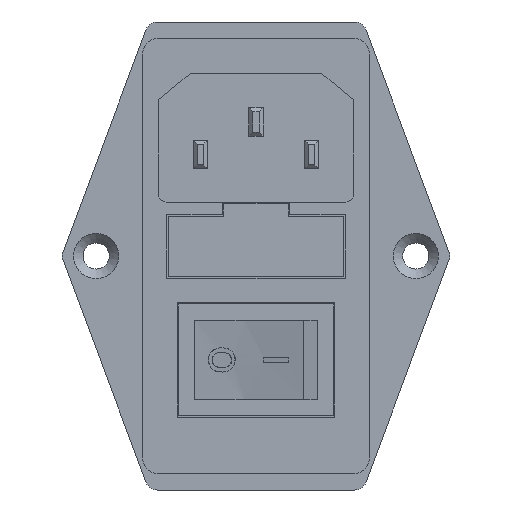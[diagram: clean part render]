
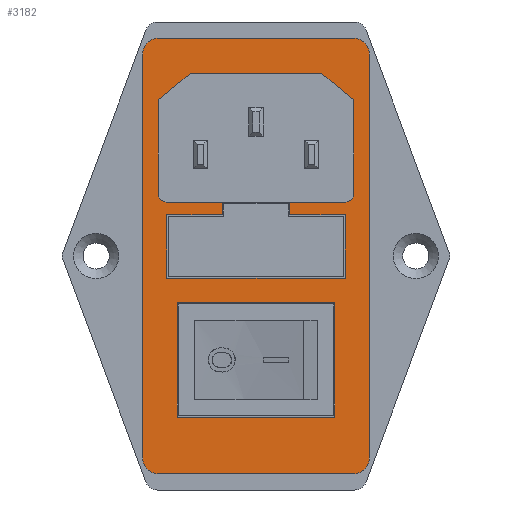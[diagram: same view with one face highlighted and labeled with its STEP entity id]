
A CAD part, front view. The second image highlights one B-rep face of the part: STEP entity #3182.
In plain terms, the highlighted planar face has unit normal (0, -1, 0).
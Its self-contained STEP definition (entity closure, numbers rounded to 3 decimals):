
#158=CIRCLE('',#3375,2.);
#160=CIRCLE('',#3379,2.);
#162=CIRCLE('',#3383,2.);
#164=CIRCLE('',#3387,2.);
#165=CIRCLE('',#3389,1.);
#166=CIRCLE('',#3390,1.);
#262=FACE_BOUND('',#479,.T.);
#263=FACE_BOUND('',#480,.T.);
#264=FACE_BOUND('',#481,.T.);
#295=FACE_OUTER_BOUND('',#478,.T.);
#478=EDGE_LOOP('',(#2175,#2176,#2177,#2178,#2179,#2180,#2181,#2182));
#479=EDGE_LOOP('',(#2183,#2184,#2185,#2186,#2187,#2188,#2189,#2190));
#480=EDGE_LOOP('',(#2191,#2192,#2193,#2194));
#481=EDGE_LOOP('',(#2195,#2196,#2197,#2198,#2199,#2200,#2201,#2202));
#691=LINE('',#4459,#1037);
#695=LINE('',#4471,#1041);
#699=LINE('',#4483,#1045);
#703=LINE('',#4495,#1049);
#705=LINE('',#4503,#1051);
#706=LINE('',#4505,#1052);
#707=LINE('',#4507,#1053);
#708=LINE('',#4509,#1054);
#709=LINE('',#4511,#1055);
#710=LINE('',#4513,#1056);
#711=LINE('',#4515,#1057);
#712=LINE('',#4516,#1058);
#713=LINE('',#4519,#1059);
#714=LINE('',#4521,#1060);
#715=LINE('',#4523,#1061);
#716=LINE('',#4524,#1062);
#717=LINE('',#4529,#1063);
#718=LINE('',#4531,#1064);
#719=LINE('',#4533,#1065);
#720=LINE('',#4535,#1066);
#721=LINE('',#4537,#1067);
#722=LINE('',#4540,#1068);
#1037=VECTOR('',#3630,10.);
#1041=VECTOR('',#3642,10.);
#1045=VECTOR('',#3654,10.);
#1049=VECTOR('',#3666,10.);
#1051=VECTOR('',#3676,10.);
#1052=VECTOR('',#3677,10.);
#1053=VECTOR('',#3678,10.);
#1054=VECTOR('',#3679,10.);
#1055=VECTOR('',#3680,10.);
#1056=VECTOR('',#3681,10.);
#1057=VECTOR('',#3682,10.);
#1058=VECTOR('',#3683,10.);
#1059=VECTOR('',#3684,10.);
#1060=VECTOR('',#3685,10.);
#1061=VECTOR('',#3686,10.);
#1062=VECTOR('',#3687,10.);
#1063=VECTOR('',#3690,10.);
#1064=VECTOR('',#3691,10.);
#1065=VECTOR('',#3692,10.);
#1066=VECTOR('',#3693,10.);
#1067=VECTOR('',#3694,10.);
#1068=VECTOR('',#3697,10.);
#1383=VERTEX_POINT('',#4456);
#1384=VERTEX_POINT('',#4458);
#1386=VERTEX_POINT('',#4464);
#1388=VERTEX_POINT('',#4470);
#1390=VERTEX_POINT('',#4476);
#1392=VERTEX_POINT('',#4482);
#1394=VERTEX_POINT('',#4488);
#1396=VERTEX_POINT('',#4494);
#1397=VERTEX_POINT('',#4501);
#1398=VERTEX_POINT('',#4502);
#1399=VERTEX_POINT('',#4504);
#1400=VERTEX_POINT('',#4506);
#1401=VERTEX_POINT('',#4508);
#1402=VERTEX_POINT('',#4510);
#1403=VERTEX_POINT('',#4512);
#1404=VERTEX_POINT('',#4514);
#1405=VERTEX_POINT('',#4517);
#1406=VERTEX_POINT('',#4518);
#1407=VERTEX_POINT('',#4520);
#1408=VERTEX_POINT('',#4522);
#1409=VERTEX_POINT('',#4525);
#1410=VERTEX_POINT('',#4526);
#1411=VERTEX_POINT('',#4528);
#1412=VERTEX_POINT('',#4530);
#1413=VERTEX_POINT('',#4532);
#1414=VERTEX_POINT('',#4534);
#1415=VERTEX_POINT('',#4536);
#1416=VERTEX_POINT('',#4538);
#1685=EDGE_CURVE('',#1384,#1383,#691,.T.);
#1688=EDGE_CURVE('',#1386,#1384,#158,.T.);
#1691=EDGE_CURVE('',#1388,#1386,#695,.T.);
#1694=EDGE_CURVE('',#1390,#1388,#160,.T.);
#1697=EDGE_CURVE('',#1392,#1390,#699,.T.);
#1700=EDGE_CURVE('',#1394,#1392,#162,.T.);
#1703=EDGE_CURVE('',#1396,#1394,#703,.T.);
#1706=EDGE_CURVE('',#1383,#1396,#164,.T.);
#1707=EDGE_CURVE('',#1397,#1398,#705,.T.);
#1708=EDGE_CURVE('',#1398,#1399,#706,.T.);
#1709=EDGE_CURVE('',#1399,#1400,#707,.T.);
#1710=EDGE_CURVE('',#1400,#1401,#708,.T.);
#1711=EDGE_CURVE('',#1401,#1402,#709,.T.);
#1712=EDGE_CURVE('',#1402,#1403,#710,.T.);
#1713=EDGE_CURVE('',#1403,#1404,#711,.T.);
#1714=EDGE_CURVE('',#1404,#1397,#712,.T.);
#1715=EDGE_CURVE('',#1405,#1406,#713,.T.);
#1716=EDGE_CURVE('',#1406,#1407,#714,.T.);
#1717=EDGE_CURVE('',#1407,#1408,#715,.T.);
#1718=EDGE_CURVE('',#1408,#1405,#716,.T.);
#1719=EDGE_CURVE('',#1409,#1410,#165,.T.);
#1720=EDGE_CURVE('',#1410,#1411,#717,.T.);
#1721=EDGE_CURVE('',#1411,#1412,#718,.T.);
#1722=EDGE_CURVE('',#1412,#1413,#719,.T.);
#1723=EDGE_CURVE('',#1413,#1414,#720,.T.);
#1724=EDGE_CURVE('',#1414,#1415,#721,.T.);
#1725=EDGE_CURVE('',#1415,#1416,#166,.T.);
#1726=EDGE_CURVE('',#1416,#1409,#722,.T.);
#2175=ORIENTED_EDGE('',*,*,#1706,.T.);
#2176=ORIENTED_EDGE('',*,*,#1703,.T.);
#2177=ORIENTED_EDGE('',*,*,#1700,.T.);
#2178=ORIENTED_EDGE('',*,*,#1697,.T.);
#2179=ORIENTED_EDGE('',*,*,#1694,.T.);
#2180=ORIENTED_EDGE('',*,*,#1691,.T.);
#2181=ORIENTED_EDGE('',*,*,#1688,.T.);
#2182=ORIENTED_EDGE('',*,*,#1685,.T.);
#2183=ORIENTED_EDGE('',*,*,#1707,.T.);
#2184=ORIENTED_EDGE('',*,*,#1708,.T.);
#2185=ORIENTED_EDGE('',*,*,#1709,.T.);
#2186=ORIENTED_EDGE('',*,*,#1710,.T.);
#2187=ORIENTED_EDGE('',*,*,#1711,.T.);
#2188=ORIENTED_EDGE('',*,*,#1712,.T.);
#2189=ORIENTED_EDGE('',*,*,#1713,.T.);
#2190=ORIENTED_EDGE('',*,*,#1714,.T.);
#2191=ORIENTED_EDGE('',*,*,#1715,.T.);
#2192=ORIENTED_EDGE('',*,*,#1716,.T.);
#2193=ORIENTED_EDGE('',*,*,#1717,.T.);
#2194=ORIENTED_EDGE('',*,*,#1718,.T.);
#2195=ORIENTED_EDGE('',*,*,#1719,.T.);
#2196=ORIENTED_EDGE('',*,*,#1720,.T.);
#2197=ORIENTED_EDGE('',*,*,#1721,.T.);
#2198=ORIENTED_EDGE('',*,*,#1722,.T.);
#2199=ORIENTED_EDGE('',*,*,#1723,.T.);
#2200=ORIENTED_EDGE('',*,*,#1724,.T.);
#2201=ORIENTED_EDGE('',*,*,#1725,.T.);
#2202=ORIENTED_EDGE('',*,*,#1726,.T.);
#3053=PLANE('',#3388);
#3182=ADVANCED_FACE('',(#295,#262,#263,#264),#3053,.T.);
#3375=AXIS2_PLACEMENT_3D('',#4465,#3636,#3637);
#3379=AXIS2_PLACEMENT_3D('',#4477,#3648,#3649);
#3383=AXIS2_PLACEMENT_3D('',#4489,#3660,#3661);
#3387=AXIS2_PLACEMENT_3D('',#4499,#3672,#3673);
#3388=AXIS2_PLACEMENT_3D('',#4500,#3674,#3675);
#3389=AXIS2_PLACEMENT_3D('',#4527,#3688,#3689);
#3390=AXIS2_PLACEMENT_3D('',#4539,#3695,#3696);
#3630=DIRECTION('',(0.,0.,-1.));
#3636=DIRECTION('center_axis',(0.,-1.,0.));
#3637=DIRECTION('ref_axis',(0.,0.,1.));
#3642=DIRECTION('',(-1.,0.,0.));
#3648=DIRECTION('center_axis',(0.,-1.,0.));
#3649=DIRECTION('ref_axis',(1.,0.,0.));
#3654=DIRECTION('',(0.,0.,1.));
#3660=DIRECTION('center_axis',(0.,-1.,0.));
#3661=DIRECTION('ref_axis',(0.,0.,-1.));
#3666=DIRECTION('',(1.,0.,0.));
#3672=DIRECTION('center_axis',(0.,-1.,0.));
#3673=DIRECTION('ref_axis',(-1.,0.,0.));
#3674=DIRECTION('center_axis',(0.,-1.,0.));
#3675=DIRECTION('ref_axis',(1.,0.,0.));
#3676=DIRECTION('',(0.,0.,1.));
#3677=DIRECTION('',(1.,0.,0.));
#3678=DIRECTION('',(0.,0.,-1.));
#3679=DIRECTION('',(1.,0.,0.));
#3680=DIRECTION('',(0.,0.,-1.));
#3681=DIRECTION('',(-1.,0.,0.));
#3682=DIRECTION('',(0.,0.,1.));
#3683=DIRECTION('',(1.,0.,0.));
#3684=DIRECTION('',(0.,0.,1.));
#3685=DIRECTION('',(1.,0.,0.));
#3686=DIRECTION('',(0.,0.,-1.));
#3687=DIRECTION('',(-1.,0.,0.));
#3688=DIRECTION('center_axis',(0.,1.,0.));
#3689=DIRECTION('ref_axis',(-1.,0.,0.));
#3690=DIRECTION('',(0.,0.,1.));
#3691=DIRECTION('',(0.77,0.,0.638));
#3692=DIRECTION('',(1.,0.,0.));
#3693=DIRECTION('',(0.77,0.,-0.638));
#3694=DIRECTION('',(0.,0.,-1.));
#3695=DIRECTION('center_axis',(0.,1.,0.));
#3696=DIRECTION('ref_axis',(0.,0.,-1.));
#3697=DIRECTION('',(-1.,0.,0.));
#4456=CARTESIAN_POINT('',(-14.3,-0.7,4.05));
#4458=CARTESIAN_POINT('',(-14.3,-0.7,54.95));
#4459=CARTESIAN_POINT('',(-14.3,-0.7,4.05));
#4464=CARTESIAN_POINT('',(-12.3,-0.7,56.95));
#4465=CARTESIAN_POINT('Origin',(-12.3,-0.7,54.95));
#4470=CARTESIAN_POINT('',(12.3,-0.7,56.95));
#4471=CARTESIAN_POINT('',(-12.3,-0.7,56.95));
#4476=CARTESIAN_POINT('',(14.3,-0.7,54.95));
#4477=CARTESIAN_POINT('Origin',(12.3,-0.7,54.95));
#4482=CARTESIAN_POINT('',(14.3,-0.7,4.05));
#4483=CARTESIAN_POINT('',(14.3,-0.7,54.95));
#4488=CARTESIAN_POINT('',(12.3,-0.7,2.05));
#4489=CARTESIAN_POINT('Origin',(12.3,-0.7,4.05));
#4494=CARTESIAN_POINT('',(-12.3,-0.7,2.05));
#4495=CARTESIAN_POINT('',(12.3,-0.7,2.05));
#4499=CARTESIAN_POINT('Origin',(-12.3,-0.7,4.05));
#4500=CARTESIAN_POINT('Origin',(0.,-0.7,29.5));
#4501=CARTESIAN_POINT('',(-4.25,-0.7,34.7));
#4502=CARTESIAN_POINT('',(-4.25,-0.7,36.25));
#4503=CARTESIAN_POINT('',(-4.25,-0.7,34.7));
#4504=CARTESIAN_POINT('',(4.25,-0.7,36.25));
#4505=CARTESIAN_POINT('',(-4.25,-0.7,36.25));
#4506=CARTESIAN_POINT('',(4.25,-0.7,34.7));
#4507=CARTESIAN_POINT('',(4.25,-0.7,36.25));
#4508=CARTESIAN_POINT('',(11.25,-0.7,34.7));
#4509=CARTESIAN_POINT('',(4.25,-0.7,34.7));
#4510=CARTESIAN_POINT('',(11.25,-0.7,26.7));
#4511=CARTESIAN_POINT('',(11.25,-0.7,34.7));
#4512=CARTESIAN_POINT('',(-11.25,-0.7,26.7));
#4513=CARTESIAN_POINT('',(11.25,-0.7,26.7));
#4514=CARTESIAN_POINT('',(-11.25,-0.7,34.7));
#4515=CARTESIAN_POINT('',(-11.25,-0.7,26.7));
#4516=CARTESIAN_POINT('',(-11.25,-0.7,34.7));
#4517=CARTESIAN_POINT('',(-9.95,-0.7,9.2));
#4518=CARTESIAN_POINT('',(-9.95,-0.7,23.6));
#4519=CARTESIAN_POINT('',(-9.95,-0.7,9.2));
#4520=CARTESIAN_POINT('',(9.95,-0.7,23.6));
#4521=CARTESIAN_POINT('',(-9.95,-0.7,23.6));
#4522=CARTESIAN_POINT('',(9.95,-0.7,9.2));
#4523=CARTESIAN_POINT('',(9.95,-0.7,23.6));
#4524=CARTESIAN_POINT('',(9.95,-0.7,9.2));
#4525=CARTESIAN_POINT('',(-11.3,-0.7,36.3));
#4526=CARTESIAN_POINT('',(-12.3,-0.7,37.3));
#4527=CARTESIAN_POINT('Origin',(-11.3,-0.7,37.3));
#4528=CARTESIAN_POINT('',(-12.3,-0.7,49.188));
#4529=CARTESIAN_POINT('',(-12.3,-0.7,37.3));
#4530=CARTESIAN_POINT('',(-8.3,-0.7,52.5));
#4531=CARTESIAN_POINT('',(-12.3,-0.7,49.188));
#4532=CARTESIAN_POINT('',(8.3,-0.7,52.5));
#4533=CARTESIAN_POINT('',(-8.3,-0.7,52.5));
#4534=CARTESIAN_POINT('',(12.3,-0.7,49.188));
#4535=CARTESIAN_POINT('',(8.3,-0.7,52.5));
#4536=CARTESIAN_POINT('',(12.3,-0.7,37.3));
#4537=CARTESIAN_POINT('',(12.3,-0.7,49.188));
#4538=CARTESIAN_POINT('',(11.3,-0.7,36.3));
#4539=CARTESIAN_POINT('Origin',(11.3,-0.7,37.3));
#4540=CARTESIAN_POINT('',(11.3,-0.7,36.3));
